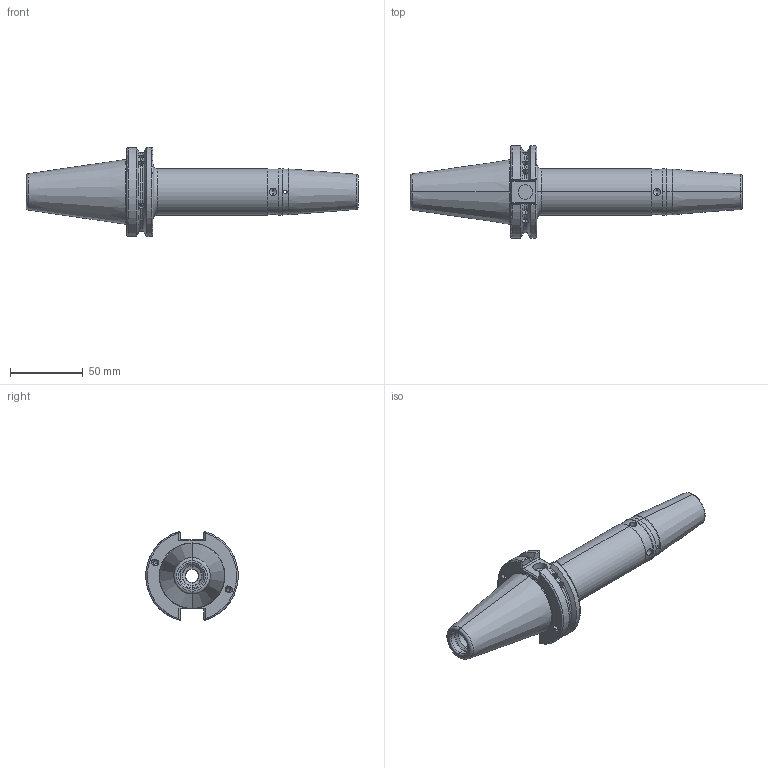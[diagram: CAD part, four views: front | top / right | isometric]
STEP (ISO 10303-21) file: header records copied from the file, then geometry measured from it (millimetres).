
FILE_DESCRIPTION (( 'STEP AP203' ), '1' );
FILE_NAME ('CA40B265-12160HP1 V03.STEP', '2021-03-11T07:18:31', ( 'user' ), ( '' ), 'SwSTEP 2.0', 'SolidWorks 2013', '' );
FILE_SCHEMA (( 'CONFIG_CONTROL_DESIGN' ));
Length unit declared in the file: millimetre
Products named in the file (1): CA40B265-12160HP1 V03
Bounding box: 228.25 x 63.35 x 61.23 mm (x, y, z)
Volume: 188613.8 mm3; surface area: 41085.3 mm2
Topology: 1 solids, 1 shells, 211 faces, 555 edges, 335 vertices
Faces by surface type: cylinder 86, cone 49, plane 38, torus 36, bspline 2
Entity records: 7591 total; most frequent: CARTESIAN_POINT 2593, ORIENTED_EDGE 1078, DIRECTION 981, EDGE_CURVE 539, AXIS2_PLACEMENT_3D 398, VERTEX_POINT 335, EDGE_LOOP 234, FACE_OUTER_BOUND 211
